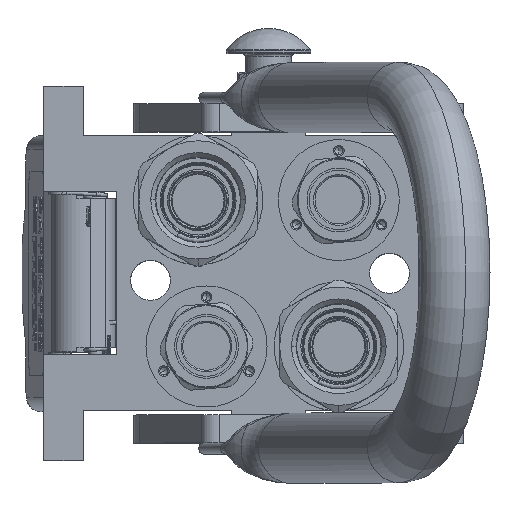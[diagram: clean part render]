
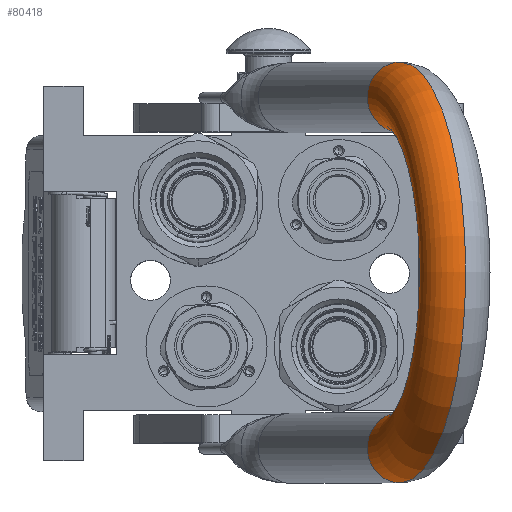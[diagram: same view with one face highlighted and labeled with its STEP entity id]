
A CAD part, top view. The second image highlights one B-rep face of the part: STEP entity #80418.
In plain terms, the highlighted toroidal (fillet/blend) face has major radius 62.25 mm and minor radius 12.5 mm.
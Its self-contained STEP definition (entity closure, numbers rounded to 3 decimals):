
#624 = CARTESIAN_POINT ( 'NONE',  ( 62.25, 0., 125.25 ) ) ;
#1481 = DIRECTION ( 'NONE',  ( -1., 0., 0. ) ) ;
#1586 = EDGE_CURVE ( 'NONE', #71952, #19427, #15645, .T. ) ;
#3385 = AXIS2_PLACEMENT_3D ( 'NONE', #624, #57289, #67359 ) ;
#5193 = EDGE_CURVE ( 'NONE', #65485, #19427, #35509, .T. ) ;
#10439 = CARTESIAN_POINT ( 'NONE',  ( 0., 0., 125.25 ) ) ;
#10591 = AXIS2_PLACEMENT_3D ( 'NONE', #10439, #88270, #142460 ) ;
#12499 = ORIENTED_EDGE ( 'NONE', *, *, #77569, .T. ) ;
#15645 = CIRCLE ( 'NONE', #3385, 12.5 ) ;
#19427 = VERTEX_POINT ( 'NONE', #62797 ) ;
#23743 = CARTESIAN_POINT ( 'NONE',  ( 74.75, 0., 125.25 ) ) ;
#35509 = CIRCLE ( 'NONE', #105878, 49.75 ) ;
#45244 = DIRECTION ( 'NONE',  ( 0., 0., 1. ) ) ;
#47496 = CARTESIAN_POINT ( 'NONE',  ( 0., 0., 125.25 ) ) ;
#50442 = ORIENTED_EDGE ( 'NONE', *, *, #103181, .F. ) ;
#51536 = CARTESIAN_POINT ( 'NONE',  ( -49.75, 0., 125.25 ) ) ;
#57079 = CARTESIAN_POINT ( 'NONE',  ( 0., 0., 125.25 ) ) ;
#57289 = DIRECTION ( 'NONE',  ( 0., 0., -1. ) ) ;
#62797 = CARTESIAN_POINT ( 'NONE',  ( 49.75, 0., 125.25 ) ) ;
#65485 = VERTEX_POINT ( 'NONE', #51536 ) ;
#65935 = CARTESIAN_POINT ( 'NONE',  ( -74.75, 0., 125.25 ) ) ;
#67359 = DIRECTION ( 'NONE',  ( 1., 0., 0. ) ) ;
#69120 = DIRECTION ( 'NONE',  ( 1., 0., 0. ) ) ;
#70502 = AXIS2_PLACEMENT_3D ( 'NONE', #88515, #45244, #1481 ) ;
#71952 = VERTEX_POINT ( 'NONE', #23743 ) ;
#77569 = EDGE_CURVE ( 'NONE', #124292, #65485, #137732, .T. ) ;
#80418 = ADVANCED_FACE ( 'NONE', ( #125092 ), #90754, .T. ) ;
#80685 = DIRECTION ( 'NONE',  ( 0., 1., 0. ) ) ;
#84346 = EDGE_LOOP ( 'NONE', ( #118732, #131243, #50442, #12499 ) ) ;
#88270 = DIRECTION ( 'NONE',  ( 0., 1., 0. ) ) ;
#88515 = CARTESIAN_POINT ( 'NONE',  ( -62.25, 0., 125.25 ) ) ;
#89821 = CIRCLE ( 'NONE', #10591, 74.75 ) ;
#90754 = TOROIDAL_SURFACE ( 'NONE', #107557, 62.25, 12.5 ) ;
#103181 = EDGE_CURVE ( 'NONE', #124292, #71952, #89821, .T. ) ;
#105878 = AXIS2_PLACEMENT_3D ( 'NONE', #57079, #132940, #111342 ) ;
#107557 = AXIS2_PLACEMENT_3D ( 'NONE', #47496, #80685, #69120 ) ;
#111342 = DIRECTION ( 'NONE',  ( -1., 0., 0. ) ) ;
#118732 = ORIENTED_EDGE ( 'NONE', *, *, #5193, .T. ) ;
#124292 = VERTEX_POINT ( 'NONE', #65935 ) ;
#125092 = FACE_OUTER_BOUND ( 'NONE', #84346, .T. ) ;
#131243 = ORIENTED_EDGE ( 'NONE', *, *, #1586, .F. ) ;
#132940 = DIRECTION ( 'NONE',  ( 0., 1., 0. ) ) ;
#137732 = CIRCLE ( 'NONE', #70502, 12.5 ) ;
#142460 = DIRECTION ( 'NONE',  ( -1., 0., 0. ) ) ;
